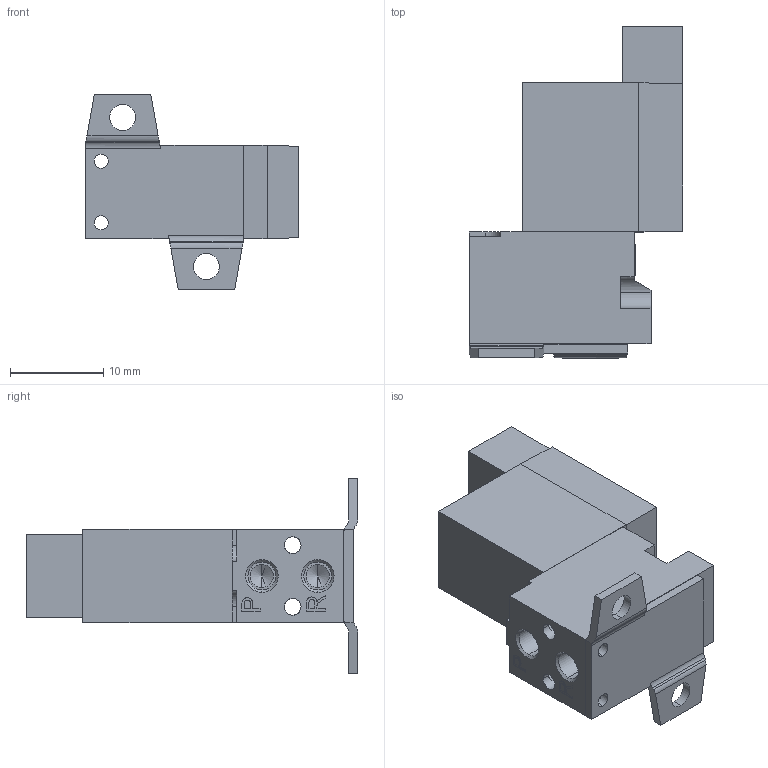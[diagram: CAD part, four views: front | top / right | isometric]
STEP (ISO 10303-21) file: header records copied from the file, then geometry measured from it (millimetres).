
FILE_DESCRIPTION (( 'STEP AP203' ), '1' );
FILE_NAME ('SY113-SMO-PM3-F.step.step', '2009-06-04T00:43:48', ( 'SysAdmin' ), ( 'SolidWorks' ), 'SwSTEP 2.0', 'SolidWorks 2009', '' );
FILE_SCHEMA (( 'CONFIG_CONTROL_DESIGN' ));
Length unit declared in the file: millimetre
Products named in the file (5): SY113-SMO-PM3-F.step_1115coil_MDC; SY113-SMO-PM3-F.step_1115valvebase_BPP; SY113-SMO-PM3-F.step; SY113-SMO-PM3-F.step_1115bracket; SY113-SMO-PM3-F.step_MAN-OPA_P
Assembly tree (4 placements, depth 2):
  SY113-SMO-PM3-F.step
    SY113-SMO-PM3-F.step_1115coil_MDC
    SY113-SMO-PM3-F.step_MAN-OPA_P
    SY113-SMO-PM3-F.step_1115valvebase_BPP
    SY113-SMO-PM3-F.step_1115bracket
Bounding box: 22.9 x 35.6 x 21 mm (x, y, z)
Volume: 5063.2 mm3; surface area: 3677.5 mm2
Topology: 4 solids, 4 shells, 187 faces, 488 edges, 313 vertices
Faces by surface type: plane 106, cylinder 53, bspline 16, cone 12
Entity records: 6883 total; most frequent: CARTESIAN_POINT 1899, ORIENTED_EDGE 964, DIRECTION 860, EDGE_CURVE 482, LINE 328, VECTOR 328, VERTEX_POINT 313, AXIS2_PLACEMENT_3D 266
